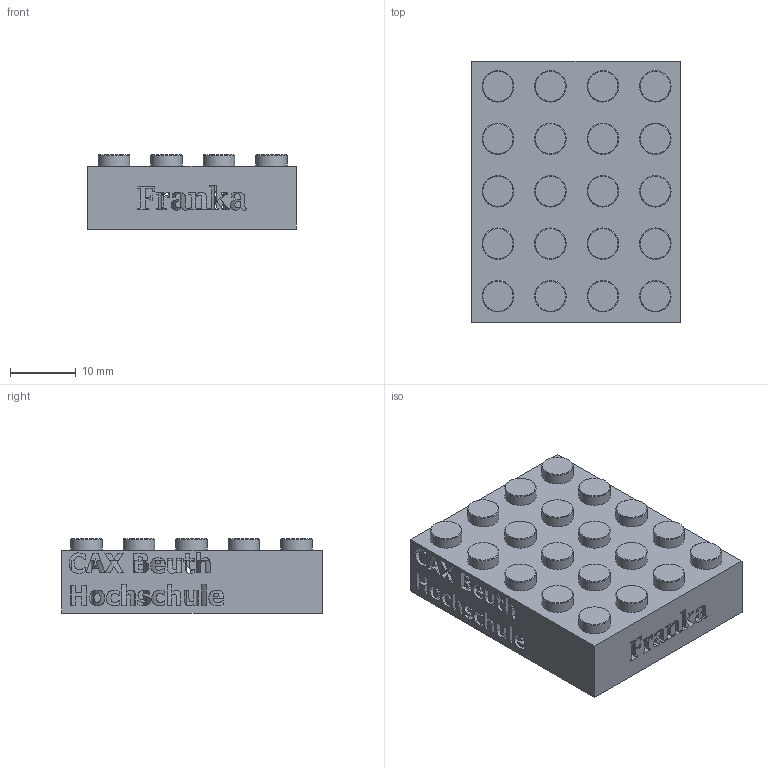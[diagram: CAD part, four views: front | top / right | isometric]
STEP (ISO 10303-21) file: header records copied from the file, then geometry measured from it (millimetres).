
FILE_DESCRIPTION(/* description */ (''),/* implementation_level */ '2;1');
FILE_NAME(/* name */ 'Lego_FRS.stp',/* time_stamp */ '2016-01-11T20:50:05+01:00',/* author */ ('Roddi'),/* organization */ (''),/* preprocessor_version */ 'ST-DEVELOPER v15.6',/* originating_system */ 'Autodesk Inventor 2015',/* authorisation */ '');
FILE_SCHEMA (('AUTOMOTIVE_DESIGN { 1 0 10303 214 3 1 1 }'));
Length unit declared in the file: millimetre
Products named in the file (1): Lego1
Bounding box: 31.8 x 39.8 x 11.3 mm (x, y, z)
Volume: 5550 mm3; surface area: 9651.7 mm2
Topology: 16 solids, 16 shells, 891 faces, 2386 edges, 1584 vertices
Faces by surface type: plane 469, bspline 338, cylinder 64, torus 20
Full cylindrical faces by diameter (mm): 1.6 x20, 4.8 x32, 6.514 x12
Entity records: 29659 total; most frequent: CARTESIAN_POINT 9759, ORIENTED_EDGE 4604, DIRECTION 2868, EDGE_CURVE 2302, VERTEX_POINT 1584, LINE 1464, VECTOR 1464, EDGE_LOOP 1106
